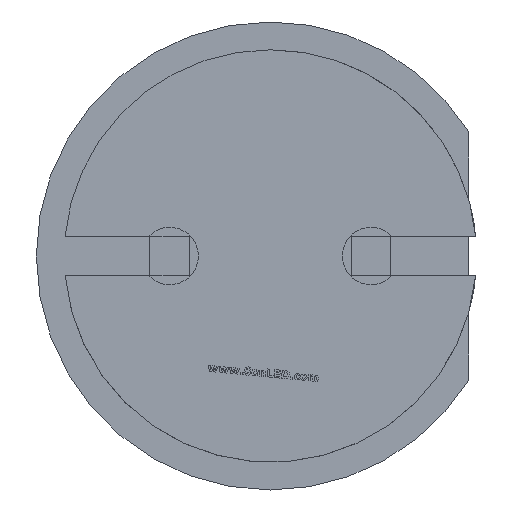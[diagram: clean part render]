
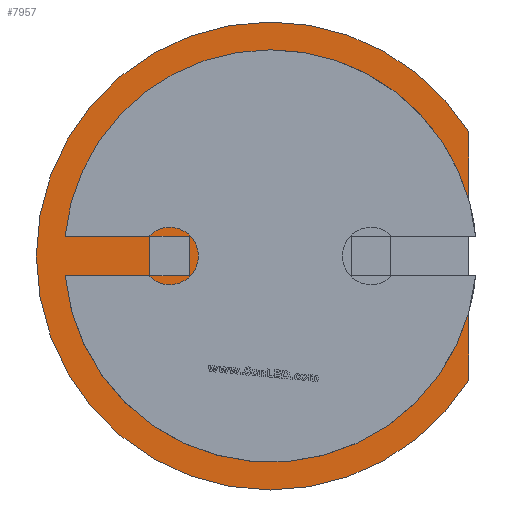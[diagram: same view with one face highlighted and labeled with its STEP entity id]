
A CAD part, front view. The second image highlights one B-rep face of the part: STEP entity #7957.
In plain terms, the highlighted planar face has unit normal (0, -1, 0).
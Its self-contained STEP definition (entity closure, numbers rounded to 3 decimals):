
#2 = AXIS2_PLACEMENT_3D ( 'NONE', #10922, #10926, #10927 ) ;
#5 = AXIS2_PLACEMENT_3D ( 'NONE', #10850, #10851, #10852 ) ;
#7 = AXIS2_PLACEMENT_3D ( 'NONE', #10847, #10848, #10849 ) ;
#8 = AXIS2_PLACEMENT_3D ( 'NONE', #10853, #10857, #10858 ) ;
#414 = PLANE ( 'NONE',  #11301 ) ;
#415 = CARTESIAN_POINT ( 'NONE',  ( 0., -1., -6.631 ) ) ;
#416 = DIRECTION ( 'NONE',  ( 0., -1., 0. ) ) ;
#417 = DIRECTION ( 'NONE',  ( 0., 0., -1. ) ) ;
#1246 = VECTOR ( 'NONE', #2108, 1000. ) ;
#1665 = AXIS2_PLACEMENT_3D ( 'NONE', #2441, #2448, #2449 ) ;
#1709 = VECTOR ( 'NONE', #3916, 1000. ) ;
#1757 = VECTOR ( 'NONE', #4384, 1000. ) ;
#1766 = VECTOR ( 'NONE', #4411, 1000. ) ;
#1768 = VECTOR ( 'NONE', #4417, 1000. ) ;
#1861 = CIRCLE ( 'NONE', #11134, 2.95 ) ;
#1868 = CIRCLE ( 'NONE', #1665, 2.6 ) ;
#2106 = LINE ( 'NONE', #2107, #1246 ) ;
#2107 = CARTESIAN_POINT ( 'NONE',  ( -1.02, -1., -6.389 ) ) ;
#2108 = DIRECTION ( 'NONE',  ( 0., 0., -1. ) ) ;
#2441 = CARTESIAN_POINT ( 'NONE',  ( 0., -1., 0. ) ) ;
#2448 = DIRECTION ( 'NONE',  ( 0., -1., 0. ) ) ;
#2449 = DIRECTION ( 'NONE',  ( 0., 0., -1. ) ) ;
#2545 = CARTESIAN_POINT ( 'NONE',  ( -1.27, -1., -0.362 ) ) ;
#2546 = CARTESIAN_POINT ( 'NONE',  ( -2.588, -1., 0.25 ) ) ;
#2550 = CARTESIAN_POINT ( 'NONE',  ( 0., -1., 2.6 ) ) ;
#2554 = CARTESIAN_POINT ( 'NONE',  ( -1.533, -1., -0.25 ) ) ;
#2556 = CARTESIAN_POINT ( 'NONE',  ( 0., -1., 2.95 ) ) ;
#2559 = CARTESIAN_POINT ( 'NONE',  ( 0., -1., -2.95 ) ) ;
#2560 = CARTESIAN_POINT ( 'NONE',  ( 2.5, -1., 1.566 ) ) ;
#2566 = CARTESIAN_POINT ( 'NONE',  ( -1.27, -1., 0.362 ) ) ;
#2569 = CARTESIAN_POINT ( 'NONE',  ( 2.5, -1., -1.566 ) ) ;
#2570 = CARTESIAN_POINT ( 'NONE',  ( 2.5, -1., -0.714 ) ) ;
#2571 = CARTESIAN_POINT ( 'NONE',  ( -2.588, -1., -0.25 ) ) ;
#2782 = VECTOR ( 'NONE', #10919, 1000. ) ;
#2878 = CARTESIAN_POINT ( 'NONE',  ( -1.02, -1., 0.25 ) ) ;
#2879 = CARTESIAN_POINT ( 'NONE',  ( -1.02, -1., -0.25 ) ) ;
#2880 = CARTESIAN_POINT ( 'NONE',  ( -1.52, -1., -0.25 ) ) ;
#2881 = CARTESIAN_POINT ( 'NONE',  ( -1.52, -1., 0.25 ) ) ;
#2882 = CARTESIAN_POINT ( 'NONE',  ( -1.533, -1., 0.25 ) ) ;
#2883 = CARTESIAN_POINT ( 'NONE',  ( 2.5, -1., 0.714 ) ) ;
#3914 = LINE ( 'NONE', #3915, #1709 ) ;
#3915 = CARTESIAN_POINT ( 'NONE',  ( -0.225, -1., -0.25 ) ) ;
#3916 = DIRECTION ( 'NONE',  ( 1., 0., 0. ) ) ;
#4382 = LINE ( 'NONE', #4383, #1757 ) ;
#4383 = CARTESIAN_POINT ( 'NONE',  ( -0.225, -1., 0.25 ) ) ;
#4384 = DIRECTION ( 'NONE',  ( -1., 0., 0. ) ) ;
#4409 = LINE ( 'NONE', #4410, #1766 ) ;
#4410 = CARTESIAN_POINT ( 'NONE',  ( -0.225, -1., 0.25 ) ) ;
#4411 = DIRECTION ( 'NONE',  ( 1., 0., 0. ) ) ;
#4415 = LINE ( 'NONE', #4416, #1768 ) ;
#4416 = CARTESIAN_POINT ( 'NONE',  ( -1.52, -1., -6.389 ) ) ;
#4417 = DIRECTION ( 'NONE',  ( 0., 0., -1. ) ) ;
#4557 = AXIS2_PLACEMENT_3D ( 'NONE', #10916, #10920, #10921 ) ;
#4560 = EDGE_CURVE ( 'NONE', #9824, #9846, #11397, .T. ) ;
#4561 = EDGE_CURVE ( 'NONE', #9840, #9836, #7408, .T. ) ;
#4563 = EDGE_CURVE ( 'NONE', #9834, #9824, #7409, .T. ) ;
#4580 = EDGE_CURVE ( 'NONE', #10161, #9830, #7414, .T. ) ;
#4581 = EDGE_CURVE ( 'NONE', #10161, #9840, #10911, .T. ) ;
#4582 = EDGE_CURVE ( 'NONE', #9839, #9849, #7415, .T. ) ;
#4583 = EDGE_CURVE ( 'NONE', #9849, #9850, #10917, .T. ) ;
#4584 = EDGE_CURVE ( 'NONE', #9851, #9850, #7416, .T. ) ;
#4585 = EDGE_CURVE ( 'NONE', #9834, #9851, #10923, .T. ) ;
#4586 = EDGE_CURVE ( 'NONE', #9846, #10160, #7417, .T. ) ;
#4588 = AXIS2_PLACEMENT_3D ( 'NONE', #10910, #10914, #10915 ) ;
#4589 = VECTOR ( 'NONE', #10913, 1000. ) ;
#4792 = AXIS2_PLACEMENT_3D ( 'NONE', #10871, #10908, #10909 ) ;
#5380 = ORIENTED_EDGE ( 'NONE', *, *, #11350, .T. ) ;
#5381 = ORIENTED_EDGE ( 'NONE', *, *, #9698, .F. ) ;
#5382 = ORIENTED_EDGE ( 'NONE', *, *, #4561, .T. ) ;
#5383 = ORIENTED_EDGE ( 'NONE', *, *, #4581, .T. ) ;
#5384 = ORIENTED_EDGE ( 'NONE', *, *, #4582, .T. ) ;
#5385 = ORIENTED_EDGE ( 'NONE', *, *, #9683, .T. ) ;
#5386 = ORIENTED_EDGE ( 'NONE', *, *, #4584, .F. ) ;
#5387 = ORIENTED_EDGE ( 'NONE', *, *, #4583, .T. ) ;
#5388 = ORIENTED_EDGE ( 'NONE', *, *, #4585, .F. ) ;
#5389 = ORIENTED_EDGE ( 'NONE', *, *, #4563, .T. ) ;
#5390 = ORIENTED_EDGE ( 'NONE', *, *, #4586, .T. ) ;
#5391 = ORIENTED_EDGE ( 'NONE', *, *, #4560, .T. ) ;
#5685 = ORIENTED_EDGE ( 'NONE', *, *, #4580, .F. ) ;
#5704 = ORIENTED_EDGE ( 'NONE', *, *, #11359, .T. ) ;
#5705 = ORIENTED_EDGE ( 'NONE', *, *, #10949, .F. ) ;
#5718 = ORIENTED_EDGE ( 'NONE', *, *, #11361, .F. ) ;
#5766 = ORIENTED_EDGE ( 'NONE', *, *, #7781, .T. ) ;
#5896 = EDGE_LOOP ( 'NONE', ( #5766, #5705, #5718, #5704 ) ) ;
#5898 = EDGE_LOOP ( 'NONE', ( #5380, #5381, #5685, #5383, #5382, #5385, #5384, #5387, #5386, #5388, #5389, #5391, #5390 ) ) ;
#7408 = CIRCLE ( 'NONE', #5, 2.95 ) ;
#7409 = CIRCLE ( 'NONE', #8, 0.362 ) ;
#7414 = CIRCLE ( 'NONE', #4792, 2.6 ) ;
#7415 = CIRCLE ( 'NONE', #4588, 2.95 ) ;
#7416 = CIRCLE ( 'NONE', #4557, 2.6 ) ;
#7417 = CIRCLE ( 'NONE', #2, 0.362 ) ;
#7781 = EDGE_CURVE ( 'NONE', #10156, #10157, #2106, .T. ) ;
#7957 = ADVANCED_FACE ( 'NONE', ( #11278, #11287 ), #414, .T. ) ;
#9683 = EDGE_CURVE ( 'NONE', #9836, #9839, #1861, .T. ) ;
#9698 = EDGE_CURVE ( 'NONE', #9830, #9825, #1868, .T. ) ;
#9723 = VECTOR ( 'NONE', #10925, 1000. ) ;
#9824 = VERTEX_POINT ( 'NONE', #2545 ) ;
#9825 = VERTEX_POINT ( 'NONE', #2546 ) ;
#9830 = VERTEX_POINT ( 'NONE', #2550 ) ;
#9834 = VERTEX_POINT ( 'NONE', #2554 ) ;
#9836 = VERTEX_POINT ( 'NONE', #2556 ) ;
#9839 = VERTEX_POINT ( 'NONE', #2559 ) ;
#9840 = VERTEX_POINT ( 'NONE', #2560 ) ;
#9846 = VERTEX_POINT ( 'NONE', #2566 ) ;
#9849 = VERTEX_POINT ( 'NONE', #2569 ) ;
#9850 = VERTEX_POINT ( 'NONE', #2570 ) ;
#9851 = VERTEX_POINT ( 'NONE', #2571 ) ;
#10156 = VERTEX_POINT ( 'NONE', #2878 ) ;
#10157 = VERTEX_POINT ( 'NONE', #2879 ) ;
#10158 = VERTEX_POINT ( 'NONE', #2880 ) ;
#10159 = VERTEX_POINT ( 'NONE', #2881 ) ;
#10160 = VERTEX_POINT ( 'NONE', #2882 ) ;
#10161 = VERTEX_POINT ( 'NONE', #2883 ) ;
#10847 = CARTESIAN_POINT ( 'NONE',  ( -1.27, -1., 0. ) ) ;
#10848 = DIRECTION ( 'NONE',  ( 0., -1., 0. ) ) ;
#10849 = DIRECTION ( 'NONE',  ( 0., 0., -1. ) ) ;
#10850 = CARTESIAN_POINT ( 'NONE',  ( 0., -1., 0. ) ) ;
#10851 = DIRECTION ( 'NONE',  ( 0., -1., 0. ) ) ;
#10852 = DIRECTION ( 'NONE',  ( 0., 0., -1. ) ) ;
#10853 = CARTESIAN_POINT ( 'NONE',  ( -1.27, -1., 0. ) ) ;
#10857 = DIRECTION ( 'NONE',  ( 0., -1., 0. ) ) ;
#10858 = DIRECTION ( 'NONE',  ( 0., 0., -1. ) ) ;
#10871 = CARTESIAN_POINT ( 'NONE',  ( 0., -1., 0. ) ) ;
#10908 = DIRECTION ( 'NONE',  ( 0., -1., 0. ) ) ;
#10909 = DIRECTION ( 'NONE',  ( 0., 0., -1. ) ) ;
#10910 = CARTESIAN_POINT ( 'NONE',  ( 0., -1., 0. ) ) ;
#10911 = LINE ( 'NONE', #10912, #4589 ) ;
#10912 = CARTESIAN_POINT ( 'NONE',  ( 2.5, -1., -6.631 ) ) ;
#10913 = DIRECTION ( 'NONE',  ( 0., 0., 1. ) ) ;
#10914 = DIRECTION ( 'NONE',  ( 0., -1., 0. ) ) ;
#10915 = DIRECTION ( 'NONE',  ( 0., 0., -1. ) ) ;
#10916 = CARTESIAN_POINT ( 'NONE',  ( 0., -1., 0. ) ) ;
#10917 = LINE ( 'NONE', #10918, #2782 ) ;
#10918 = CARTESIAN_POINT ( 'NONE',  ( 2.5, -1., -6.631 ) ) ;
#10919 = DIRECTION ( 'NONE',  ( 0., 0., 1. ) ) ;
#10920 = DIRECTION ( 'NONE',  ( 0., -1., 0. ) ) ;
#10921 = DIRECTION ( 'NONE',  ( 0., 0., -1. ) ) ;
#10922 = CARTESIAN_POINT ( 'NONE',  ( -1.27, -1., 0. ) ) ;
#10923 = LINE ( 'NONE', #10924, #9723 ) ;
#10924 = CARTESIAN_POINT ( 'NONE',  ( -0.225, -1., -0.25 ) ) ;
#10925 = DIRECTION ( 'NONE',  ( -1., 0., 0. ) ) ;
#10926 = DIRECTION ( 'NONE',  ( 0., -1., 0. ) ) ;
#10927 = DIRECTION ( 'NONE',  ( 0., 0., -1. ) ) ;
#10949 = EDGE_CURVE ( 'NONE', #10158, #10157, #3914, .T. ) ;
#11134 = AXIS2_PLACEMENT_3D ( 'NONE', #12739, #12743, #12744 ) ;
#11278 = FACE_BOUND ( 'NONE', #5896, .T. ) ;
#11287 = FACE_OUTER_BOUND ( 'NONE', #5898, .T. ) ;
#11301 = AXIS2_PLACEMENT_3D ( 'NONE', #415, #416, #417 ) ;
#11350 = EDGE_CURVE ( 'NONE', #10160, #9825, #4382, .T. ) ;
#11359 = EDGE_CURVE ( 'NONE', #10159, #10156, #4409, .T. ) ;
#11361 = EDGE_CURVE ( 'NONE', #10159, #10158, #4415, .T. ) ;
#11397 = CIRCLE ( 'NONE', #7, 0.362 ) ;
#12739 = CARTESIAN_POINT ( 'NONE',  ( 0., -1., 0. ) ) ;
#12743 = DIRECTION ( 'NONE',  ( 0., -1., 0. ) ) ;
#12744 = DIRECTION ( 'NONE',  ( 0., 0., -1. ) ) ;
